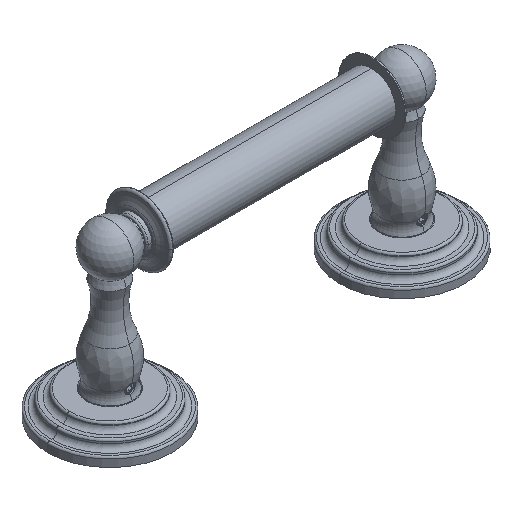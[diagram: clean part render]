
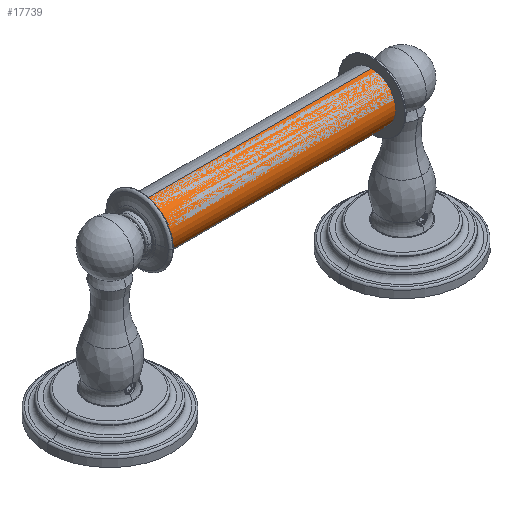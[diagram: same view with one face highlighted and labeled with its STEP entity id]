
A CAD part, isometric view. The second image highlights one B-rep face of the part: STEP entity #17739.
In plain terms, the highlighted cylindrical face has radius 12.497 mm (diameter 24.994 mm), a partial arc.
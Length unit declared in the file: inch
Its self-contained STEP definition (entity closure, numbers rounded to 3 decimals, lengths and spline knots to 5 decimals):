
#11126=CARTESIAN_POINT('',(-2.375,0.,0.));
#11127=DIRECTION('',(1.,0.,0.));
#11128=DIRECTION('',(0.,0.,1.));
#11129=AXIS2_PLACEMENT_3D('',#11126,#11127,#11128);
#11162=DIRECTION('',(1.,0.,0.));
#11163=VECTOR('',#11162,4.75);
#11164=CARTESIAN_POINT('',(-2.375,0.,-0.492));
#11165=LINE('',#11164,#11163);
#11166=DIRECTION('',(1.,0.,0.));
#11167=VECTOR('',#11166,4.75);
#11168=CARTESIAN_POINT('',(-2.375,0.,0.492));
#11169=LINE('',#11168,#11167);
#11175=CARTESIAN_POINT('',(2.375,0.,0.));
#11176=DIRECTION('',(1.,0.,0.));
#11177=DIRECTION('',(0.,0.,1.));
#11178=AXIS2_PLACEMENT_3D('',#11175,#11176,#11177);
#17418=CARTESIAN_POINT('',(-2.375,0.,-0.492));
#17419=CARTESIAN_POINT('',(-2.375,0.,0.492));
#17420=VERTEX_POINT('',#17418);
#17421=VERTEX_POINT('',#17419);
#17422=CARTESIAN_POINT('',(2.375,0.,-0.492));
#17423=CARTESIAN_POINT('',(2.375,0.,0.492));
#17424=VERTEX_POINT('',#17422);
#17425=VERTEX_POINT('',#17423);
#17727=CARTESIAN_POINT('',(-2.375,0.,0.));
#17728=DIRECTION('',(1.,0.,0.));
#17729=DIRECTION('',(0.,0.,-1.));
#17730=AXIS2_PLACEMENT_3D('',#17727,#17728,#17729);
#17731=CYLINDRICAL_SURFACE('',#17730,0.492);
#17732=ORIENTED_EDGE('',*,*,#17697,.F.);
#17733=ORIENTED_EDGE('',*,*,#17722,.T.);
#17735=ORIENTED_EDGE('',*,*,#17734,.T.);
#17736=ORIENTED_EDGE('',*,*,#17718,.F.);
#17737=EDGE_LOOP('',(#17732,#17733,#17735,#17736));
#17738=FACE_OUTER_BOUND('',#17737,.F.);
#17739=ADVANCED_FACE('',(#17738),#17731,.T.);
#11130=CIRCLE('',#11129,0.492);
#11179=CIRCLE('',#11178,0.492);
#17697=EDGE_CURVE('',#17421,#17420,#11130,.T.);
#17718=EDGE_CURVE('',#17420,#17424,#11165,.T.);
#17722=EDGE_CURVE('',#17421,#17425,#11169,.T.);
#17734=EDGE_CURVE('',#17425,#17424,#11179,.T.);
